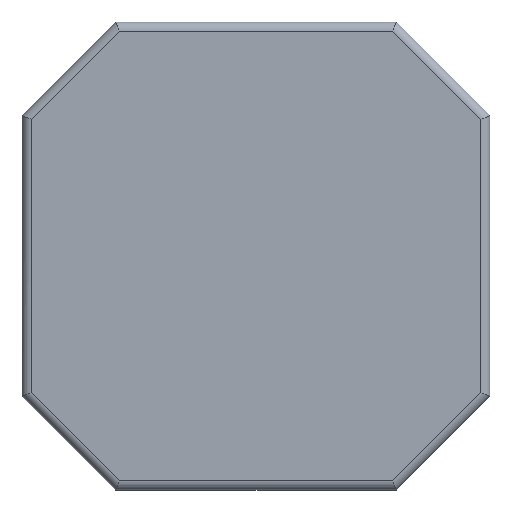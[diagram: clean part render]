
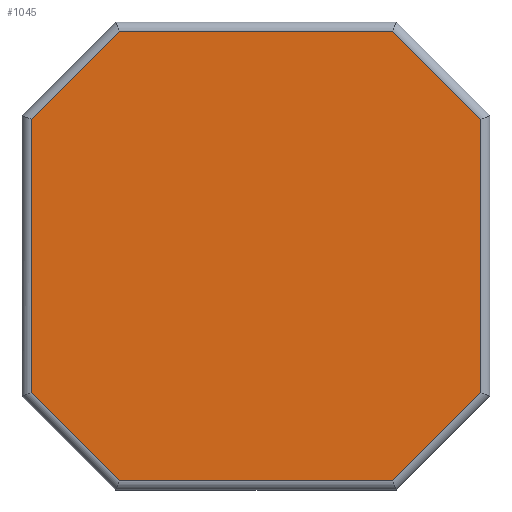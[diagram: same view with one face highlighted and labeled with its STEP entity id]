
A CAD part, front view. The second image highlights one B-rep face of the part: STEP entity #1045.
In plain terms, the highlighted planar face has unit normal (0, -1, 0).
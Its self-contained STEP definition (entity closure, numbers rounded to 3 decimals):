
#71=PLANE('',#1135);
#112=FACE_OUTER_BOUND('',#177,.T.);
#177=EDGE_LOOP('',(#755,#756,#757,#758,#759,#760,#761,#762));
#252=LINE('',#1491,#355);
#254=LINE('',#1499,#357);
#256=LINE('',#1506,#359);
#258=LINE('',#1514,#361);
#261=LINE('',#1522,#364);
#263=LINE('',#1528,#366);
#264=LINE('',#1531,#367);
#267=LINE('',#1535,#370);
#355=VECTOR('',#1208,10.);
#357=VECTOR('',#1216,10.);
#359=VECTOR('',#1222,10.);
#361=VECTOR('',#1230,10.);
#364=VECTOR('',#1237,10.);
#366=VECTOR('',#1243,10.);
#367=VECTOR('',#1248,10.);
#370=VECTOR('',#1253,10.);
#458=VERTEX_POINT('',#1489);
#459=VERTEX_POINT('',#1490);
#462=VERTEX_POINT('',#1498);
#464=VERTEX_POINT('',#1504);
#465=VERTEX_POINT('',#1505);
#468=VERTEX_POINT('',#1513);
#471=VERTEX_POINT('',#1521);
#473=VERTEX_POINT('',#1527);
#556=EDGE_CURVE('',#458,#459,#252,.T.);
#560=EDGE_CURVE('',#459,#462,#254,.T.);
#563=EDGE_CURVE('',#464,#465,#256,.T.);
#567=EDGE_CURVE('',#465,#468,#258,.T.);
#571=EDGE_CURVE('',#468,#471,#261,.T.);
#574=EDGE_CURVE('',#471,#473,#263,.T.);
#576=EDGE_CURVE('',#462,#464,#264,.T.);
#579=EDGE_CURVE('',#473,#458,#267,.T.);
#755=ORIENTED_EDGE('',*,*,#563,.F.);
#756=ORIENTED_EDGE('',*,*,#576,.F.);
#757=ORIENTED_EDGE('',*,*,#560,.F.);
#758=ORIENTED_EDGE('',*,*,#556,.F.);
#759=ORIENTED_EDGE('',*,*,#579,.F.);
#760=ORIENTED_EDGE('',*,*,#574,.F.);
#761=ORIENTED_EDGE('',*,*,#571,.F.);
#762=ORIENTED_EDGE('',*,*,#567,.F.);
#1045=ADVANCED_FACE('',(#112),#71,.F.);
#1135=AXIS2_PLACEMENT_3D('',#1554,#1271,#1272);
#1208=DIRECTION('',(-1.,0.,0.));
#1216=DIRECTION('',(-0.707,0.,0.707));
#1222=DIRECTION('',(0.707,0.,0.707));
#1230=DIRECTION('',(1.,0.,0.));
#1237=DIRECTION('',(0.707,0.,-0.707));
#1243=DIRECTION('',(0.,0.,-1.));
#1248=DIRECTION('',(0.,0.,1.));
#1253=DIRECTION('',(-0.707,0.,-0.707));
#1271=DIRECTION('center_axis',(0.,1.,0.));
#1272=DIRECTION('ref_axis',(1.,0.,0.));
#1489=CARTESIAN_POINT('',(15.309,0.,-23.129));
#1490=CARTESIAN_POINT('',(-13.863,0.,-23.129));
#1491=CARTESIAN_POINT('',(8.223,0.,-23.129));
#1498=CARTESIAN_POINT('',(-23.277,0.,-13.715));
#1499=CARTESIAN_POINT('',(-16.07,0.,-20.922));
#1504=CARTESIAN_POINT('',(-23.277,0.,15.457));
#1505=CARTESIAN_POINT('',(-13.863,0.,24.871));
#1506=CARTESIAN_POINT('',(-21.07,0.,17.664));
#1513=CARTESIAN_POINT('',(15.309,0.,24.871));
#1514=CARTESIAN_POINT('',(-6.777,0.,24.871));
#1521=CARTESIAN_POINT('',(24.723,0.,15.457));
#1522=CARTESIAN_POINT('',(17.516,0.,22.664));
#1527=CARTESIAN_POINT('',(24.723,0.,-13.715));
#1528=CARTESIAN_POINT('',(24.723,0.,8.371));
#1531=CARTESIAN_POINT('',(-23.277,0.,-6.629));
#1535=CARTESIAN_POINT('',(22.516,0.,-15.922));
#1554=CARTESIAN_POINT('Origin',(0.723,0.,0.871));
